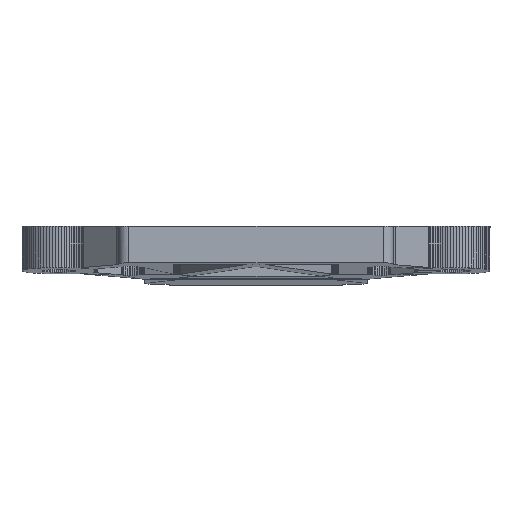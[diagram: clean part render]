
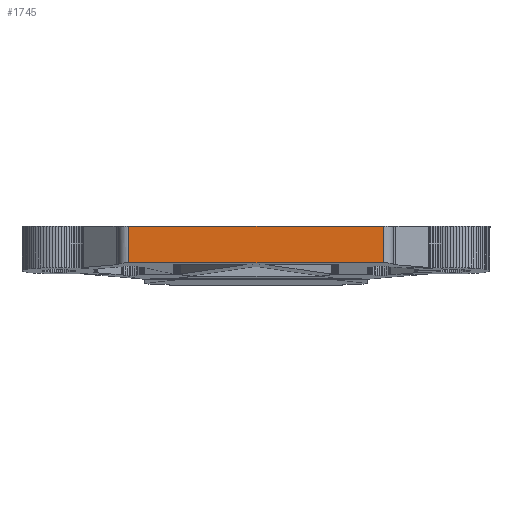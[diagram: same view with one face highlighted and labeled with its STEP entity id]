
A CAD part, front view. The second image highlights one B-rep face of the part: STEP entity #1745.
In plain terms, the highlighted planar face has unit normal (0, -1, 0).
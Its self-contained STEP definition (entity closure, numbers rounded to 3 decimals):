
#1745=ADVANCED_FACE('',(#8248),#8250,.T.);
#8248=FACE_BOUND('',#8249,.T.);
#8249=EDGE_LOOP('',(#13794,#13795,#13796,#13797));
#8250=PLANE('',#8251);
#8251=AXIS2_PLACEMENT_3D('',#8252,#8253,#8254);
#8252=CARTESIAN_POINT('',(6.086,-26.,-2.701));
#8253=DIRECTION('',(0.,-1.,0.));
#8254=DIRECTION('',(1.,0.,0.));
#13794=ORIENTED_EDGE('',*,*,#17524,.F.);
#13795=ORIENTED_EDGE('',*,*,#16950,.F.);
#13796=ORIENTED_EDGE('',*,*,#17525,.T.);
#13797=ORIENTED_EDGE('',*,*,#16456,.F.);
#16456=EDGE_CURVE('',#18545,#18548,#18549,.T.);
#16950=EDGE_CURVE('',#19534,#19382,#19536,.T.);
#17524=EDGE_CURVE('',#19382,#18545,#20503,.T.);
#17525=EDGE_CURVE('',#19534,#18548,#20504,.T.);
#18545=VERTEX_POINT('',#22032);
#18548=VERTEX_POINT('',#22038);
#18549=LINE('',#22039,#22040);
#19382=VERTEX_POINT('',#23709);
#19534=VERTEX_POINT('',#24016);
#19536=LINE('',#24021,#24022);
#20503=LINE('',#26136,#26137);
#20504=LINE('',#26139,#26140);
#22032=CARTESIAN_POINT('',(7.086,-26.,3.3));
#22038=CARTESIAN_POINT('',(32.914,-26.,3.3));
#22039=CARTESIAN_POINT('',(7.086,-26.,3.3));
#22040=VECTOR('',#22041,1.);
#22041=DIRECTION('',(1.,0.,0.));
#23709=CARTESIAN_POINT('',(7.086,-26.,-0.399));
#24016=CARTESIAN_POINT('',(32.914,-26.,-0.399));
#24021=CARTESIAN_POINT('',(32.914,-26.,-0.399));
#24022=VECTOR('',#24023,1.);
#24023=DIRECTION('',(-1.,0.,0.));
#26136=CARTESIAN_POINT('',(7.086,-26.,-0.399));
#26137=VECTOR('',#26138,1.);
#26138=DIRECTION('',(0.,0.,1.));
#26139=CARTESIAN_POINT('',(32.914,-26.,-0.399));
#26140=VECTOR('',#26141,1.);
#26141=DIRECTION('',(0.,0.,1.));
